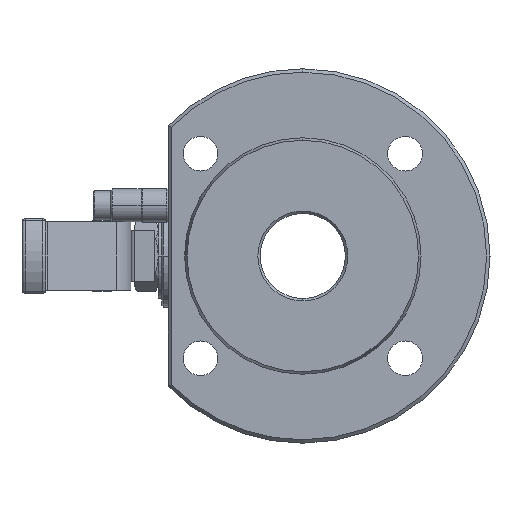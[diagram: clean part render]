
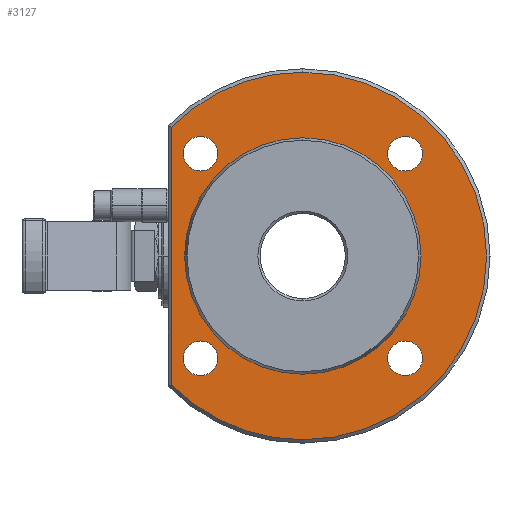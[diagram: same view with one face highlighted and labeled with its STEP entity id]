
A CAD part, left-side view. The second image highlights one B-rep face of the part: STEP entity #3127.
In plain terms, the highlighted planar face has unit normal (-1, 0, 0).
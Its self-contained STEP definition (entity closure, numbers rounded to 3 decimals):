
#160=PLANE('',#3485);
#235=CIRCLE('',#3208,5.1);
#237=CIRCLE('',#3211,5.1);
#239=CIRCLE('',#3214,5.1);
#241=CIRCLE('',#3217,5.1);
#362=CIRCLE('',#3483,54.);
#364=CIRCLE('',#3486,34.728);
#365=CIRCLE('',#3487,34.728);
#366=CIRCLE('',#3488,54.);
#367=CIRCLE('',#3489,54.);
#368=CIRCLE('',#3490,5.1);
#369=CIRCLE('',#3491,5.1);
#370=CIRCLE('',#3492,5.1);
#371=CIRCLE('',#3493,5.1);
#1102=ORIENTED_EDGE('',*,*,#1712,.F.);
#1103=ORIENTED_EDGE('',*,*,#1713,.F.);
#1104=ORIENTED_EDGE('',*,*,#1710,.T.);
#1105=ORIENTED_EDGE('',*,*,#1714,.T.);
#1106=ORIENTED_EDGE('',*,*,#1715,.T.);
#1107=ORIENTED_EDGE('',*,*,#1682,.T.);
#1108=ORIENTED_EDGE('',*,*,#1716,.F.);
#1109=ORIENTED_EDGE('',*,*,#1356,.F.);
#1110=ORIENTED_EDGE('',*,*,#1717,.F.);
#1111=ORIENTED_EDGE('',*,*,#1352,.F.);
#1112=ORIENTED_EDGE('',*,*,#1718,.F.);
#1113=ORIENTED_EDGE('',*,*,#1348,.F.);
#1114=ORIENTED_EDGE('',*,*,#1719,.F.);
#1115=ORIENTED_EDGE('',*,*,#1344,.F.);
#1344=EDGE_CURVE('',#1790,#1792,#235,.T.);
#1348=EDGE_CURVE('',#1794,#1796,#237,.T.);
#1352=EDGE_CURVE('',#1798,#1800,#239,.T.);
#1356=EDGE_CURVE('',#1802,#1804,#241,.T.);
#1682=EDGE_CURVE('',#2001,#1999,#2218,.T.);
#1710=EDGE_CURVE('',#1999,#2015,#362,.T.);
#1712=EDGE_CURVE('',#2017,#2018,#364,.T.);
#1713=EDGE_CURVE('',#2018,#2017,#365,.T.);
#1714=EDGE_CURVE('',#2015,#2019,#366,.T.);
#1715=EDGE_CURVE('',#2019,#2001,#367,.T.);
#1716=EDGE_CURVE('',#1804,#1802,#368,.T.);
#1717=EDGE_CURVE('',#1800,#1798,#369,.T.);
#1718=EDGE_CURVE('',#1796,#1794,#370,.T.);
#1719=EDGE_CURVE('',#1792,#1790,#371,.T.);
#1790=VERTEX_POINT('',#4638);
#1792=VERTEX_POINT('',#4641);
#1794=VERTEX_POINT('',#4647);
#1796=VERTEX_POINT('',#4650);
#1798=VERTEX_POINT('',#4656);
#1800=VERTEX_POINT('',#4659);
#1802=VERTEX_POINT('',#4665);
#1804=VERTEX_POINT('',#4668);
#1999=VERTEX_POINT('',#5731);
#2001=VERTEX_POINT('',#5734);
#2015=VERTEX_POINT('',#5791);
#2017=VERTEX_POINT('',#5797);
#2018=VERTEX_POINT('',#5798);
#2019=VERTEX_POINT('',#5801);
#2218=LINE('',#5733,#2428);
#2428=VECTOR('',#4323,1000.);
#2619=EDGE_LOOP('',(#1102,#1103));
#2620=EDGE_LOOP('',(#1104,#1105,#1106,#1107));
#2621=EDGE_LOOP('',(#1108,#1109));
#2622=EDGE_LOOP('',(#1110,#1111));
#2623=EDGE_LOOP('',(#1112,#1113));
#2624=EDGE_LOOP('',(#1114,#1115));
#2852=FACE_BOUND('',#2619,.T.);
#2853=FACE_BOUND('',#2620,.T.);
#2854=FACE_BOUND('',#2621,.T.);
#2855=FACE_BOUND('',#2622,.T.);
#2856=FACE_BOUND('',#2623,.T.);
#2857=FACE_BOUND('',#2624,.T.);
#3127=ADVANCED_FACE('',(#2852,#2853,#2854,#2855,#2856,#2857),#160,.T.);
#3208=AXIS2_PLACEMENT_3D('',#4640,#3643,#3644);
#3211=AXIS2_PLACEMENT_3D('',#4649,#3651,#3652);
#3214=AXIS2_PLACEMENT_3D('',#4658,#3659,#3660);
#3217=AXIS2_PLACEMENT_3D('',#4667,#3667,#3668);
#3483=AXIS2_PLACEMENT_3D('',#5793,#4374,#4375);
#3485=AXIS2_PLACEMENT_3D('',#5795,#4378,#4379);
#3486=AXIS2_PLACEMENT_3D('',#5796,#4380,#4381);
#3487=AXIS2_PLACEMENT_3D('',#5799,#4382,#4383);
#3488=AXIS2_PLACEMENT_3D('',#5800,#4384,#4385);
#3489=AXIS2_PLACEMENT_3D('',#5802,#4386,#4387);
#3490=AXIS2_PLACEMENT_3D('',#5803,#4388,#4389);
#3491=AXIS2_PLACEMENT_3D('',#5804,#4390,#4391);
#3492=AXIS2_PLACEMENT_3D('',#5805,#4392,#4393);
#3493=AXIS2_PLACEMENT_3D('',#5806,#4394,#4395);
#3643=DIRECTION('',(-1.,0.,0.));
#3644=DIRECTION('',(0.,0.,1.));
#3651=DIRECTION('',(-1.,0.,0.));
#3652=DIRECTION('',(0.,0.,1.));
#3659=DIRECTION('',(-1.,0.,0.));
#3660=DIRECTION('',(0.,0.,1.));
#3667=DIRECTION('',(-1.,0.,0.));
#3668=DIRECTION('',(0.,0.,1.));
#4323=DIRECTION('',(0.,0.,-1.));
#4374=DIRECTION('',(-1.,0.,0.));
#4375=DIRECTION('',(0.,0.,1.));
#4378=DIRECTION('',(-1.,0.,0.));
#4379=DIRECTION('',(0.,0.,1.));
#4380=DIRECTION('',(-1.,0.,0.));
#4381=DIRECTION('',(0.,0.,1.));
#4382=DIRECTION('',(-1.,0.,0.));
#4383=DIRECTION('',(0.,0.,1.));
#4384=DIRECTION('',(-1.,0.,0.));
#4385=DIRECTION('',(0.,0.,1.));
#4386=DIRECTION('',(-1.,0.,0.));
#4387=DIRECTION('',(0.,0.,1.));
#4388=DIRECTION('',(-1.,0.,0.));
#4389=DIRECTION('',(0.,0.,1.));
#4390=DIRECTION('',(-1.,0.,0.));
#4391=DIRECTION('',(0.,0.,1.));
#4392=DIRECTION('',(-1.,0.,0.));
#4393=DIRECTION('',(0.,0.,1.));
#4394=DIRECTION('',(-1.,0.,0.));
#4395=DIRECTION('',(0.,0.,1.));
#4638=CARTESIAN_POINT('',(-19.5,30.052,-24.952));
#4640=CARTESIAN_POINT('',(-19.5,30.052,-30.052));
#4641=CARTESIAN_POINT('',(-19.5,30.052,-35.152));
#4647=CARTESIAN_POINT('',(-19.5,-30.052,-24.952));
#4649=CARTESIAN_POINT('',(-19.5,-30.052,-30.052));
#4650=CARTESIAN_POINT('',(-19.5,-30.052,-35.152));
#4656=CARTESIAN_POINT('',(-19.5,-30.052,35.152));
#4658=CARTESIAN_POINT('',(-19.5,-30.052,30.052));
#4659=CARTESIAN_POINT('',(-19.5,-30.052,24.952));
#4665=CARTESIAN_POINT('',(-19.5,30.052,35.152));
#4667=CARTESIAN_POINT('',(-19.5,30.052,30.052));
#4668=CARTESIAN_POINT('',(-19.5,30.052,24.952));
#5731=CARTESIAN_POINT('',(-19.5,38.5,-37.865));
#5733=CARTESIAN_POINT('',(-19.5,38.5,-36.821));
#5734=CARTESIAN_POINT('',(-19.5,38.5,37.865));
#5791=CARTESIAN_POINT('',(-19.5,0.,-54.));
#5793=CARTESIAN_POINT('',(-19.5,0.,0.));
#5795=CARTESIAN_POINT('',(-19.5,34.728,0.));
#5796=CARTESIAN_POINT('',(-19.5,0.,0.));
#5797=CARTESIAN_POINT('',(-19.5,0.,-34.728));
#5798=CARTESIAN_POINT('',(-19.5,0.,34.728));
#5799=CARTESIAN_POINT('',(-19.5,0.,0.));
#5800=CARTESIAN_POINT('',(-19.5,0.,0.));
#5801=CARTESIAN_POINT('',(-19.5,0.,54.));
#5802=CARTESIAN_POINT('',(-19.5,0.,0.));
#5803=CARTESIAN_POINT('',(-19.5,30.052,30.052));
#5804=CARTESIAN_POINT('',(-19.5,-30.052,30.052));
#5805=CARTESIAN_POINT('',(-19.5,-30.052,-30.052));
#5806=CARTESIAN_POINT('',(-19.5,30.052,-30.052));
